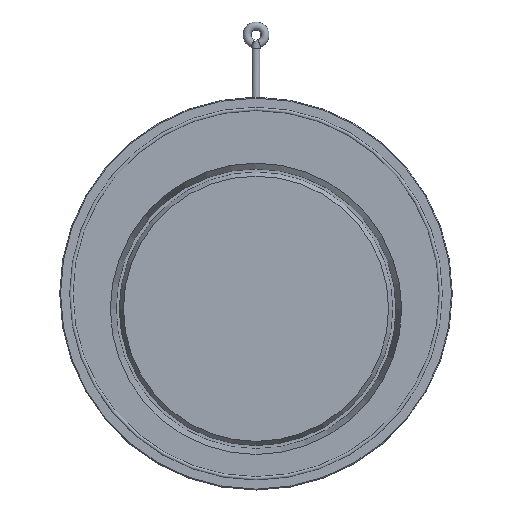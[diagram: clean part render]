
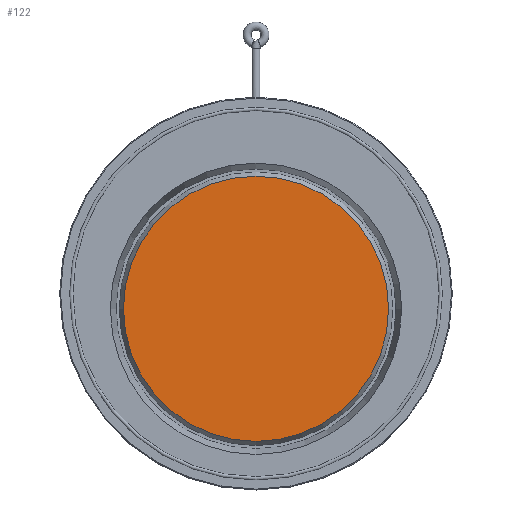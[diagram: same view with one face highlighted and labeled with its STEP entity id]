
A CAD part, top view. The second image highlights one B-rep face of the part: STEP entity #122.
In plain terms, the highlighted planar face has unit normal (0, 0, 1).
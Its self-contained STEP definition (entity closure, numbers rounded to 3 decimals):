
#59 = DIRECTION ( 'NONE',  ( 0., 0., 1. ) ) ;
#62 = DIRECTION ( 'NONE',  ( -1., 0., 0. ) ) ;
#80 = EDGE_LOOP ( 'NONE', ( #681 ) ) ;
#92 = CIRCLE ( 'NONE', #310, 165.804 ) ;
#122 = ADVANCED_FACE ( 'NONE', ( #585 ), #271, .T. ) ;
#142 = VERTEX_POINT ( 'NONE', #524 ) ;
#230 = EDGE_CURVE ( 'NONE', #142, #142, #92, .T. ) ;
#271 = PLANE ( 'NONE',  #627 ) ;
#310 = AXIS2_PLACEMENT_3D ( 'NONE', #462, #381, #62 ) ;
#327 = CARTESIAN_POINT ( 'NONE',  ( 0., 146.854, -2.505 ) ) ;
#381 = DIRECTION ( 'NONE',  ( 0., 0., -1. ) ) ;
#462 = CARTESIAN_POINT ( 'NONE',  ( 0., -18.95, -2.505 ) ) ;
#484 = DIRECTION ( 'NONE',  ( 1., 0., 0. ) ) ;
#524 = CARTESIAN_POINT ( 'NONE',  ( -165.804, -18.95, -2.505 ) ) ;
#585 = FACE_OUTER_BOUND ( 'NONE', #80, .T. ) ;
#627 = AXIS2_PLACEMENT_3D ( 'NONE', #327, #59, #484 ) ;
#681 = ORIENTED_EDGE ( 'NONE', *, *, #230, .F. ) ;
